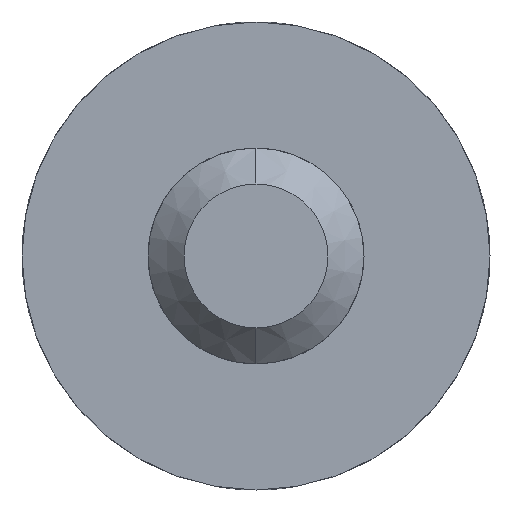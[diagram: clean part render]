
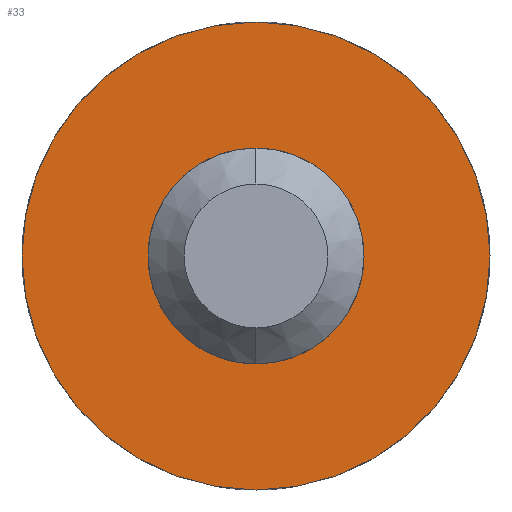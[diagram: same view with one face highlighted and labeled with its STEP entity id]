
A CAD part, left-side view. The second image highlights one B-rep face of the part: STEP entity #33.
In plain terms, the highlighted planar face has unit normal (-1, 0, 0).
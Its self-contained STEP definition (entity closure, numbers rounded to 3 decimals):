
#19 = ORIENTED_EDGE ( 'NONE', *, *, #94, .F. ) ;
#26 = EDGE_LOOP ( 'NONE', ( #69, #60 ) ) ;
#33 = ADVANCED_FACE ( 'NONE', ( #420, #406 ), #478, .F. ) ;
#34 = ORIENTED_EDGE ( 'NONE', *, *, #37, .F. ) ;
#37 = EDGE_CURVE ( 'NONE', #65, #66, #402, .T. ) ;
#60 = ORIENTED_EDGE ( 'NONE', *, *, #327, .F. ) ;
#64 = EDGE_LOOP ( 'NONE', ( #19, #34 ) ) ;
#65 = VERTEX_POINT ( 'NONE', #445 ) ;
#66 = VERTEX_POINT ( 'NONE', #486 ) ;
#69 = ORIENTED_EDGE ( 'NONE', *, *, #203, .F. ) ;
#94 = EDGE_CURVE ( 'NONE', #66, #65, #413, .T. ) ;
#203 = EDGE_CURVE ( 'NONE', #205, #204, #752, .T. ) ;
#204 = VERTEX_POINT ( 'NONE', #811 ) ;
#205 = VERTEX_POINT ( 'NONE', #753 ) ;
#327 = EDGE_CURVE ( 'NONE', #204, #205, #948, .T. ) ;
#394 = AXIS2_PLACEMENT_3D ( 'NONE', #448, #512, #511 ) ;
#398 = AXIS2_PLACEMENT_3D ( 'NONE', #408, #409, #441 ) ;
#402 = CIRCLE ( 'NONE', #419, 3.25 ) ;
#406 = FACE_OUTER_BOUND ( 'NONE', #64, .T. ) ;
#408 = CARTESIAN_POINT ( 'NONE',  ( -4.1, -2.25, 0. ) ) ;
#409 = DIRECTION ( 'NONE',  ( 1., 0., 0. ) ) ;
#413 = CIRCLE ( 'NONE', #394, 3.25 ) ;
#418 = CARTESIAN_POINT ( 'NONE',  ( -4.1, -2.25, 0. ) ) ;
#419 = AXIS2_PLACEMENT_3D ( 'NONE', #418, #429, #428 ) ;
#420 = FACE_BOUND ( 'NONE', #26, .T. ) ;
#428 = DIRECTION ( 'NONE',  ( 0., 0., -1. ) ) ;
#429 = DIRECTION ( 'NONE',  ( 1., 0., 0. ) ) ;
#441 = DIRECTION ( 'NONE',  ( 0., 0., -1. ) ) ;
#445 = CARTESIAN_POINT ( 'NONE',  ( -4.1, -2.25, 3.25 ) ) ;
#448 = CARTESIAN_POINT ( 'NONE',  ( -4.1, -2.25, 0. ) ) ;
#478 = PLANE ( 'NONE',  #398 ) ;
#486 = CARTESIAN_POINT ( 'NONE',  ( -4.1, -2.25, -3.25 ) ) ;
#511 = DIRECTION ( 'NONE',  ( 0., 0., -1. ) ) ;
#512 = DIRECTION ( 'NONE',  ( 1., 0., 0. ) ) ;
#747 = CARTESIAN_POINT ( 'NONE',  ( -4.1, -3.75, 0. ) ) ;
#748 = CARTESIAN_POINT ( 'NONE',  ( -4.1, -3.75, -3. ) ) ;
#749 = CARTESIAN_POINT ( 'NONE',  ( -4.1, -0.75, -3. ) ) ;
#750 = CARTESIAN_POINT ( 'NONE',  ( -4.1, -0.75, 0. ) ) ;
#752 =( BOUNDED_CURVE ( )  B_SPLINE_CURVE ( 3, ( #750, #749, #748, #747 ),
 .UNSPECIFIED., .F., .T. ) 
 B_SPLINE_CURVE_WITH_KNOTS ( ( 4, 4 ),
 ( 0., 1. ),
 .UNSPECIFIED. ) 
 CURVE ( )  GEOMETRIC_REPRESENTATION_ITEM ( )  RATIONAL_B_SPLINE_CURVE ( ( 1., 0.333, 0.333, 1. ) ) 
 REPRESENTATION_ITEM ( '' )  );
#753 = CARTESIAN_POINT ( 'NONE',  ( -4.1, -0.75, 0. ) ) ;
#811 = CARTESIAN_POINT ( 'NONE',  ( -4.1, -3.75, 0. ) ) ;
#948 =( BOUNDED_CURVE ( )  B_SPLINE_CURVE ( 3, ( #986, #985, #984, #983 ),
 .UNSPECIFIED., .F., .T. ) 
 B_SPLINE_CURVE_WITH_KNOTS ( ( 4, 4 ),
 ( 0., 1. ),
 .UNSPECIFIED. ) 
 CURVE ( )  GEOMETRIC_REPRESENTATION_ITEM ( )  RATIONAL_B_SPLINE_CURVE ( ( 1., 0.333, 0.333, 1. ) ) 
 REPRESENTATION_ITEM ( '' )  );
#983 = CARTESIAN_POINT ( 'NONE',  ( -4.1, -0.75, 0. ) ) ;
#984 = CARTESIAN_POINT ( 'NONE',  ( -4.1, -0.75, 3. ) ) ;
#985 = CARTESIAN_POINT ( 'NONE',  ( -4.1, -3.75, 3. ) ) ;
#986 = CARTESIAN_POINT ( 'NONE',  ( -4.1, -3.75, 0. ) ) ;
